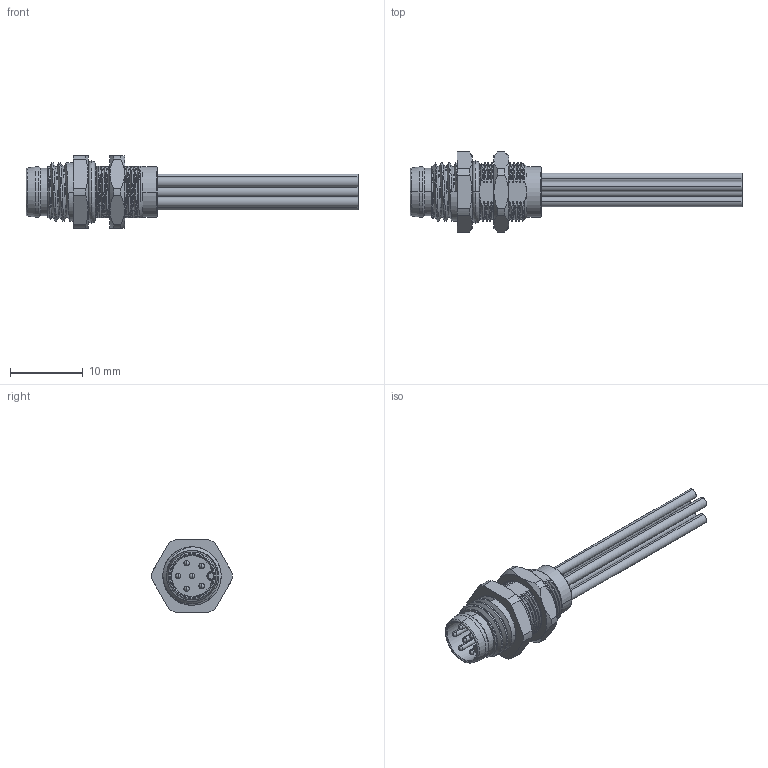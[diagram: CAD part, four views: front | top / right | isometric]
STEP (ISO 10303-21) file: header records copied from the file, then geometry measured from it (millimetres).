
FILE_DESCRIPTION((''),'2;1');
FILE_NAME('HOUSING-6P-MALE-AOCAO66_','2025-09-28T',('gongcheng16'),(''),'PRO/ENGINEER BY PARAMETRIC TECHNOLOGY CORPORATION, 2010280','PRO/ENGINEER BY PARAMETRIC TECHNOLOGY CORPORATION, 2010280','');
FILE_SCHEMA(('CONFIG_CONTROL_DESIGN'));
Length unit declared in the file: millimetre
Products named in the file (1): HOUSING-6P-MALE-AOCAO66_
Bounding box: 45.5 x 10.99 x 10 mm (x, y, z)
Volume: 288.2 mm3; surface area: 3278.9 mm2
Topology: 1 solids, 17 shells, 578 faces, 1395 edges, 862 vertices
Faces by surface type: cylinder 222, plane 124, cone 115, bspline 90, torus 15, sphere 12
Entity records: 31548 total; most frequent: CARTESIAN_POINT 18608, ORIENTED_EDGE 2742, DIRECTION 2551, EDGE_CURVE 1371, AXIS2_PLACEMENT_3D 1017, VERTEX_POINT 862, EDGE_LOOP 643, FACE_OUTER_BOUND 578
